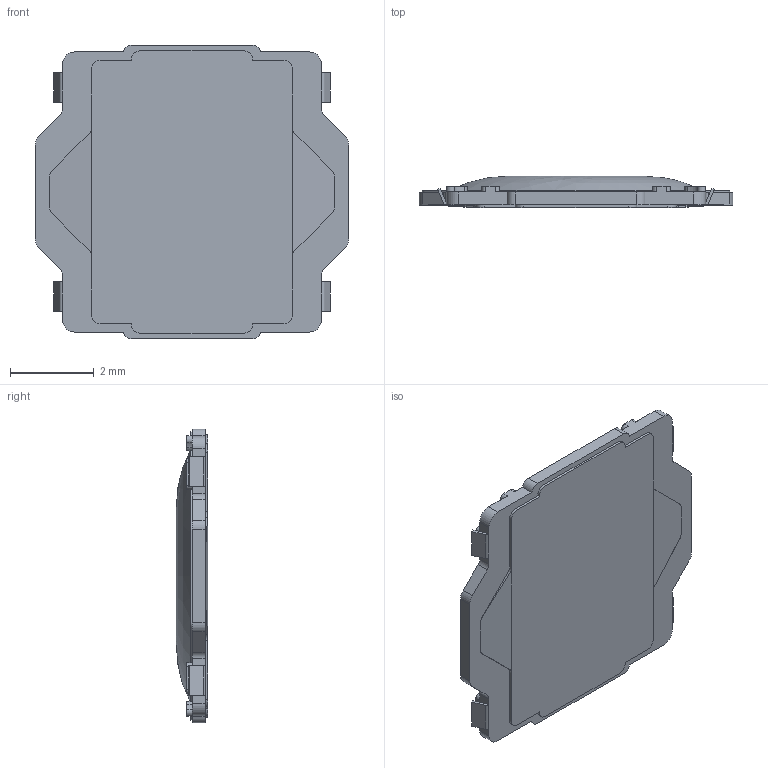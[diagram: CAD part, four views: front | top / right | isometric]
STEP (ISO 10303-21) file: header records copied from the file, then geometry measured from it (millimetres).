
FILE_DESCRIPTION( ( '' ), ' ' );
FILE_NAME( '5c64eff72c88e819c0bce88f.step', '2019-02-14T04:35:04', ( '' ), ( '' ), ' ', ' ', ' ' );
FILE_SCHEMA( ( 'AUTOMOTIVE_DESIGN { 1 0 10303 214 1 1 1 1 }' ) );
Length unit declared in the file: metre
Products named in the file (2): Part 2; SKRRAB
Bounding box: 7.5 x 0.75 x 7.03 mm (x, y, z)
Volume: 28.2 mm3; surface area: 166.2 mm2
Topology: 2 solids, 2 shells, 168 faces, 475 edges, 313 vertices
Faces by surface type: plane 86, cylinder 80, bspline 1, sphere 1
Entity records: 6843 total; most frequent: CARTESIAN_POINT 980, DIRECTION 972, ORIENTED_EDGE 942, EDGE_CURVE 471, AXIS2_PLACEMENT_3D 332, VERTEX_POINT 312, LINE 308, VECTOR 308
